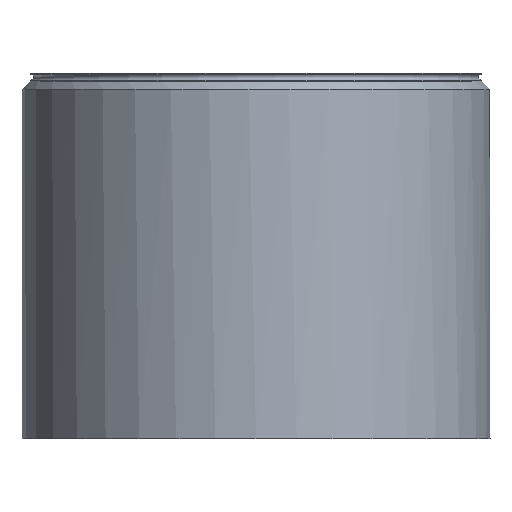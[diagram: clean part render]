
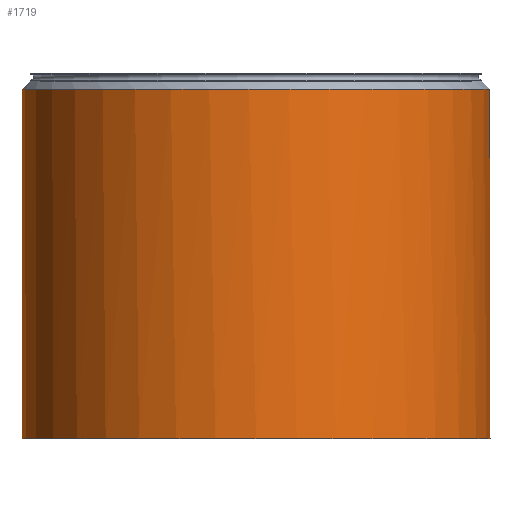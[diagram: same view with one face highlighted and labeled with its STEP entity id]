
A CAD part, front view. The second image highlights one B-rep face of the part: STEP entity #1719.
In plain terms, the highlighted cylindrical face has radius 46.25 mm (diameter 92.5 mm), a full revolution.
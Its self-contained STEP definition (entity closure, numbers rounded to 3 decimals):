
#151=FACE_OUTER_BOUND('',#251,.T.);
#251=EDGE_LOOP('',(#1367,#1368,#1369,#1370,#1371,#1372,#1373,#1374));
#336=CIRCLE('',#1790,46.25);
#337=CIRCLE('',#1791,46.25);
#344=CIRCLE('',#1808,46.25);
#347=CIRCLE('',#1831,46.25);
#379=LINE('',#2569,#572);
#441=LINE('',#3706,#634);
#445=LINE('',#3714,#638);
#572=VECTOR('',#1965,10.);
#634=VECTOR('',#2095,10.);
#638=VECTOR('',#2103,46.25);
#770=VERTEX_POINT('',#2505);
#771=VERTEX_POINT('',#2509);
#772=VERTEX_POINT('',#2511);
#785=VERTEX_POINT('',#2568);
#793=VERTEX_POINT('',#3561);
#834=VERTEX_POINT('',#3699);
#931=EDGE_CURVE('',#770,#771,#336,.T.);
#932=EDGE_CURVE('',#771,#772,#337,.T.);
#950=EDGE_CURVE('',#785,#772,#379,.T.);
#968=EDGE_CURVE('',#793,#793,#344,.T.);
#1029=EDGE_CURVE('',#785,#834,#347,.T.);
#1031=EDGE_CURVE('',#770,#834,#441,.T.);
#1035=EDGE_CURVE('',#793,#771,#445,.T.);
#1367=ORIENTED_EDGE('',*,*,#968,.F.);
#1368=ORIENTED_EDGE('',*,*,#1035,.T.);
#1369=ORIENTED_EDGE('',*,*,#931,.F.);
#1370=ORIENTED_EDGE('',*,*,#1031,.T.);
#1371=ORIENTED_EDGE('',*,*,#1029,.F.);
#1372=ORIENTED_EDGE('',*,*,#950,.T.);
#1373=ORIENTED_EDGE('',*,*,#932,.F.);
#1374=ORIENTED_EDGE('',*,*,#1035,.F.);
#1673=CYLINDRICAL_SURFACE('',#1834,46.25);
#1719=ADVANCED_FACE('',(#151),#1673,.T.);
#1790=AXIS2_PLACEMENT_3D('',#2510,#1935,#1936);
#1791=AXIS2_PLACEMENT_3D('',#2512,#1937,#1938);
#1808=AXIS2_PLACEMENT_3D('',#3562,#1988,#1989);
#1831=AXIS2_PLACEMENT_3D('',#3703,#2090,#2091);
#1834=AXIS2_PLACEMENT_3D('',#3713,#2101,#2102);
#1935=DIRECTION('center_axis',(0.,0.,1.));
#1936=DIRECTION('ref_axis',(-1.,0.,0.));
#1937=DIRECTION('center_axis',(0.,0.,1.));
#1938=DIRECTION('ref_axis',(-1.,0.,0.));
#1965=DIRECTION('',(0.,0.,1.));
#1988=DIRECTION('center_axis',(0.,0.,
-1.));
#1989=DIRECTION('ref_axis',(1.,0.,0.));
#2090=DIRECTION('center_axis',(0.,0.,1.));
#2091=DIRECTION('ref_axis',(1.,0.,0.));
#2095=DIRECTION('',(0.,0.,-1.));
#2101=DIRECTION('center_axis',(0.,0.,-1.));
#2102=DIRECTION('ref_axis',(1.,0.,0.));
#2103=DIRECTION('',(0.,0.,1.));
#2505=CARTESIAN_POINT('',(-19.367,42.,-2.1));
#2509=CARTESIAN_POINT('',(-46.25,0.,-2.1));
#2510=CARTESIAN_POINT('Origin',(0.,0.,-2.1));
#2511=CARTESIAN_POINT('',(19.367,42.,-2.1));
#2512=CARTESIAN_POINT('Origin',(0.,0.,-2.1));
#2568=CARTESIAN_POINT('',(19.367,42.,-7.1));
#2569=CARTESIAN_POINT('',(19.367,42.,-0.5));
#3561=CARTESIAN_POINT('',(-46.25,0.,-71.15));
#3562=CARTESIAN_POINT('Origin',(0.,0.,
-71.15));
#3699=CARTESIAN_POINT('',(-19.367,42.,-7.1));
#3703=CARTESIAN_POINT('Origin',(0.,0.,-7.1));
#3706=CARTESIAN_POINT('',(-19.367,42.,-0.5));
#3713=CARTESIAN_POINT('Origin',(0.,0.,-0.5));
#3714=CARTESIAN_POINT('',(-46.25,0.,-0.5));
